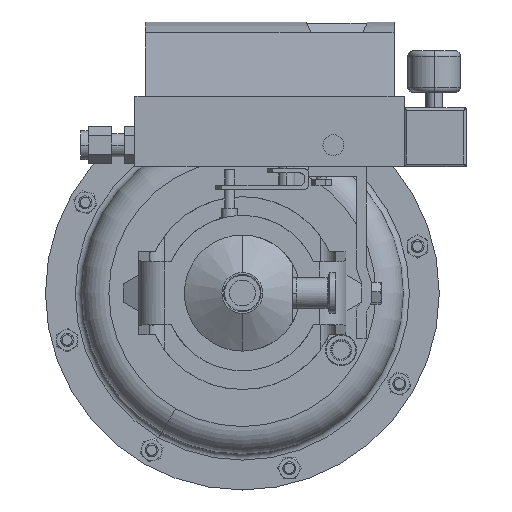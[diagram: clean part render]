
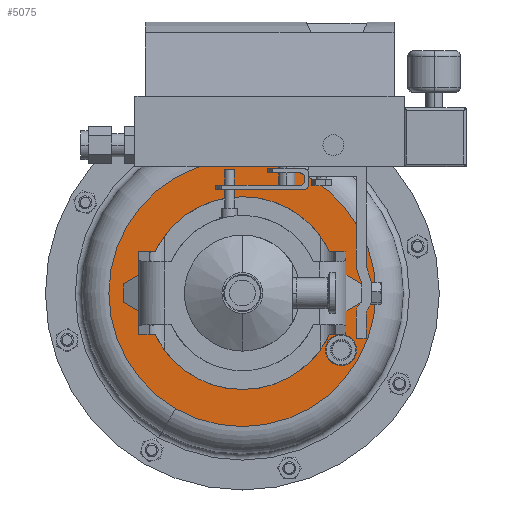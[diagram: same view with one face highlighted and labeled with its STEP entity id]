
A CAD part, front view. The second image highlights one B-rep face of the part: STEP entity #5075.
In plain terms, the highlighted planar face has unit normal (0, -1, 0).
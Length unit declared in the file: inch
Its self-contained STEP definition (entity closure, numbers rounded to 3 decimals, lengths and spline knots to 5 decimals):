
#292 = DIRECTION ( 'NONE',  ( 0., 1., 0. ) ) ;
#458 = ORIENTED_EDGE ( 'NONE', *, *, #19838, .T. ) ;
#706 = CARTESIAN_POINT ( 'NONE',  ( 0., 8.563, 0. ) ) ;
#761 = DIRECTION ( 'NONE',  ( 0., 1., 0. ) ) ;
#813 = CARTESIAN_POINT ( 'NONE',  ( 0., 8.563, -2.325 ) ) ;
#1039 = CARTESIAN_POINT ( 'NONE',  ( 1.6095, 8.563, 2.78774 ) ) ;
#1082 = DIRECTION ( 'NONE',  ( 0.5, 0., 0.866 ) ) ;
#1395 = ORIENTED_EDGE ( 'NONE', *, *, #18851, .T. ) ;
#1811 = AXIS2_PLACEMENT_3D ( 'NONE', #18024, #6408, #8030 ) ;
#2001 = CARTESIAN_POINT ( 'NONE',  ( 2.38157, 8.563, -1.375 ) ) ;
#2930 = VERTEX_POINT ( 'NONE', #10604 ) ;
#3103 = VERTEX_POINT ( 'NONE', #15160 ) ;
#3255 = AXIS2_PLACEMENT_3D ( 'NONE', #2001, #292, #19699 ) ;
#3480 = EDGE_CURVE ( 'NONE', #8787, #10001, #17809, .T. ) ;
#3750 = EDGE_LOOP ( 'NONE', ( #11652, #23634 ) ) ;
#5075 = ADVANCED_FACE ( 'NONE', ( #10690, #22357, #6112 ), #5967, .T. ) ;
#5080 = AXIS2_PLACEMENT_3D ( 'NONE', #10729, #10912, #1082 ) ;
#5823 = EDGE_LOOP ( 'NONE', ( #1395, #458 ) ) ;
#5967 = PLANE ( 'NONE',  #16593 ) ;
#6112 = FACE_BOUND ( 'NONE', #5823, .T. ) ;
#6299 = DIRECTION ( 'NONE',  ( 0., 1., 0. ) ) ;
#6408 = DIRECTION ( 'NONE',  ( 0., 1., 0. ) ) ;
#6464 = CARTESIAN_POINT ( 'NONE',  ( 0., 8.563, 0. ) ) ;
#6584 = CIRCLE ( 'NONE', #9217, 3.219 ) ;
#6749 = CARTESIAN_POINT ( 'NONE',  ( 2.1546, 8.563, -1.67351 ) ) ;
#6795 = EDGE_CURVE ( 'NONE', #10808, #2930, #6584, .T. ) ;
#7930 = DIRECTION ( 'NONE',  ( 0., -1., 0. ) ) ;
#8030 = DIRECTION ( 'NONE',  ( 0.605, 0., 0.796 ) ) ;
#8787 = VERTEX_POINT ( 'NONE', #17468 ) ;
#9217 = AXIS2_PLACEMENT_3D ( 'NONE', #6464, #6299, #10363 ) ;
#9946 = CIRCLE ( 'NONE', #3255, 0.375 ) ;
#10001 = VERTEX_POINT ( 'NONE', #813 ) ;
#10363 = DIRECTION ( 'NONE',  ( 0.5, 0., 0.866 ) ) ;
#10391 = EDGE_LOOP ( 'NONE', ( #21603, #22277 ) ) ;
#10604 = CARTESIAN_POINT ( 'NONE',  ( -1.6095, 8.563, -2.78774 ) ) ;
#10690 = FACE_BOUND ( 'NONE', #10391, .T. ) ;
#10729 = CARTESIAN_POINT ( 'NONE',  ( 0., 8.563, 0. ) ) ;
#10808 = VERTEX_POINT ( 'NONE', #1039 ) ;
#10912 = DIRECTION ( 'NONE',  ( 0., 1., 0. ) ) ;
#11242 = VERTEX_POINT ( 'NONE', #6749 ) ;
#11582 = CIRCLE ( 'NONE', #5080, 3.219 ) ;
#11652 = ORIENTED_EDGE ( 'NONE', *, *, #6795, .F. ) ;
#12481 = CARTESIAN_POINT ( 'NONE',  ( 0., 8.563, 0. ) ) ;
#14235 = DIRECTION ( 'NONE',  ( 0., 1., 0. ) ) ;
#14617 = AXIS2_PLACEMENT_3D ( 'NONE', #12481, #761, #18212 ) ;
#15160 = CARTESIAN_POINT ( 'NONE',  ( 2.60854, 8.563, -1.07649 ) ) ;
#16190 = DIRECTION ( 'NONE',  ( 0., 0., -1. ) ) ;
#16455 = CIRCLE ( 'NONE', #1811, 0.375 ) ;
#16593 = AXIS2_PLACEMENT_3D ( 'NONE', #19642, #7930, #23610 ) ;
#17468 = CARTESIAN_POINT ( 'NONE',  ( 0., 8.563, 2.325 ) ) ;
#17809 = CIRCLE ( 'NONE', #14617, 2.325 ) ;
#17990 = EDGE_CURVE ( 'NONE', #2930, #10808, #11582, .T. ) ;
#18024 = CARTESIAN_POINT ( 'NONE',  ( 2.38157, 8.563, -1.375 ) ) ;
#18212 = DIRECTION ( 'NONE',  ( 0., 0., -1. ) ) ;
#18851 = EDGE_CURVE ( 'NONE', #3103, #11242, #16455, .T. ) ;
#19445 = CIRCLE ( 'NONE', #20306, 2.325 ) ;
#19642 = CARTESIAN_POINT ( 'NONE',  ( 2.78774, 8.563, -1.6095 ) ) ;
#19699 = DIRECTION ( 'NONE',  ( 0.605, 0., 0.796 ) ) ;
#19838 = EDGE_CURVE ( 'NONE', #11242, #3103, #9946, .T. ) ;
#19982 = EDGE_CURVE ( 'NONE', #10001, #8787, #19445, .T. ) ;
#20306 = AXIS2_PLACEMENT_3D ( 'NONE', #706, #14235, #16190 ) ;
#21603 = ORIENTED_EDGE ( 'NONE', *, *, #19982, .T. ) ;
#22277 = ORIENTED_EDGE ( 'NONE', *, *, #3480, .T. ) ;
#22357 = FACE_OUTER_BOUND ( 'NONE', #3750, .T. ) ;
#23610 = DIRECTION ( 'NONE',  ( -0.5, 0., -0.866 ) ) ;
#23634 = ORIENTED_EDGE ( 'NONE', *, *, #17990, .F. ) ;
